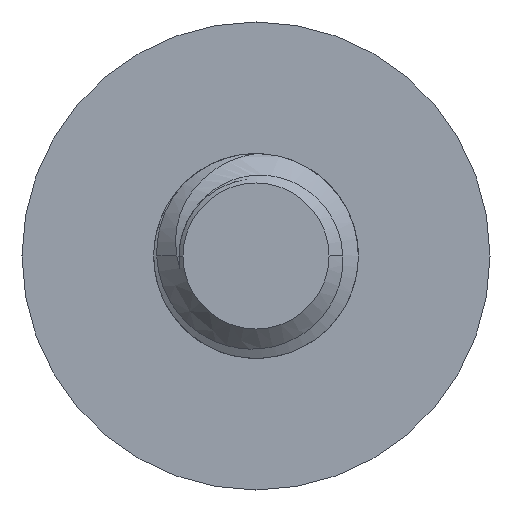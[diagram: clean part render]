
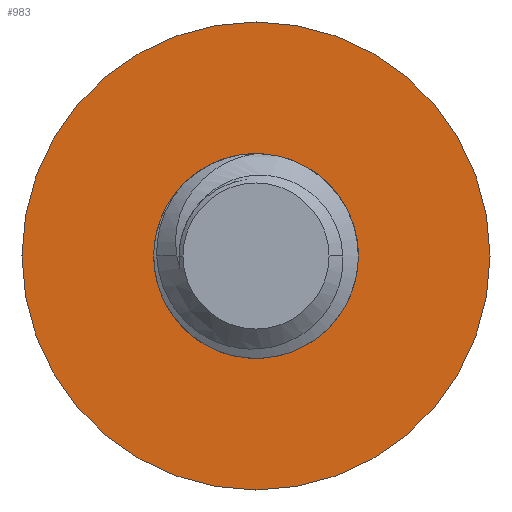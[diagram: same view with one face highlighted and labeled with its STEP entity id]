
A CAD part, front view. The second image highlights one B-rep face of the part: STEP entity #983.
In plain terms, the highlighted planar face has unit normal (0, -1, 0).
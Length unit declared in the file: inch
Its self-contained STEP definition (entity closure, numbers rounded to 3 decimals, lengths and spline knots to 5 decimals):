
#36 = CARTESIAN_POINT ( 'NONE',  ( 0.082, -0.25, 0. ) ) ;
#37 = CARTESIAN_POINT ( 'NONE',  ( 0.08129, -0.25, -0.00709 ) ) ;
#38 = CARTESIAN_POINT ( 'NONE',  ( 0.07961, -0.25, -0.01409 ) ) ;
#39 = CARTESIAN_POINT ( 'NONE',  ( 0.07448, -0.25, -0.02725 ) ) ;
#40 = CARTESIAN_POINT ( 'NONE',  ( 0.07096, -0.25, -0.03357 ) ) ;
#41 = CARTESIAN_POINT ( 'NONE',  ( 0.06246, -0.25, -0.04489 ) ) ;
#42 = CARTESIAN_POINT ( 'NONE',  ( 0.0574, -0.25, -0.05003 ) ) ;
#43 = CARTESIAN_POINT ( 'NONE',  ( 0.04612, -0.25, -0.05863 ) ) ;
#44 = CARTESIAN_POINT ( 'NONE',  ( 0.03985, -0.25, -0.06209 ) ) ;
#45 = CARTESIAN_POINT ( 'NONE',  ( 0.02648, -0.25, -0.06702 ) ) ;
#46 = CARTESIAN_POINT ( 'NONE',  ( 0.01952, -0.25, -0.06847 ) ) ;
#47 = CARTESIAN_POINT ( 'NONE',  ( 0.00524, -0.25, -0.06926 ) ) ;
#48 = CARTESIAN_POINT ( 'NONE',  ( -0.00184, -0.25, -0.06862 ) ) ;
#49 = CARTESIAN_POINT ( 'NONE',  ( -0.01569, -0.25, -0.06499 ) ) ;
#50 = CARTESIAN_POINT ( 'NONE',  ( -0.02216, -0.25, -0.06209 ) ) ;
#51 = CARTESIAN_POINT ( 'NONE',  ( -0.0341, -0.25, -0.05416 ) ) ;
#52 = CARTESIAN_POINT ( 'NONE',  ( -0.03927, -0.25, -0.04933 ) ) ;
#73 = CARTESIAN_POINT ( 'NONE',  ( -0.04363, -0.25, -0.04363 ) ) ;
#74 = CARTESIAN_POINT ( 'NONE',  ( -0.04363, -0.25, -0.04363 ) ) ;
#75 = CARTESIAN_POINT ( 'NONE',  ( -0.04651, -0.25, -0.04075 ) ) ;
#76 = CARTESIAN_POINT ( 'NONE',  ( -0.04906, -0.25, -0.03764 ) ) ;
#77 = CARTESIAN_POINT ( 'NONE',  ( -0.05353, -0.25, -0.03095 ) ) ;
#78 = CARTESIAN_POINT ( 'NONE',  ( -0.05546, -0.25, -0.02734 ) ) ;
#79 = CARTESIAN_POINT ( 'NONE',  ( -0.06009, -0.25, -0.01617 ) ) ;
#80 = CARTESIAN_POINT ( 'NONE',  ( -0.0617, -0.25, -0.00814 ) ) ;
#82 = DIRECTION ( 'NONE',  ( 1., 0., 0. ) ) ;
#83 = DIRECTION ( 'NONE',  ( 0., -1., 0. ) ) ;
#84 = CARTESIAN_POINT ( 'NONE',  ( 0., -0.25, 0. ) ) ;
#85 = CARTESIAN_POINT ( 'NONE',  ( -0.0617, -0.25, 0. ) ) ;
#86 = CARTESIAN_POINT ( 'NONE',  ( -0.06264, -0.25, 0.00712 ) ) ;
#87 = CARTESIAN_POINT ( 'NONE',  ( -0.06239, -0.25, 0.01428 ) ) ;
#88 = CARTESIAN_POINT ( 'NONE',  ( -0.05957, -0.25, 0.02822 ) ) ;
#89 = CARTESIAN_POINT ( 'NONE',  ( -0.05699, -0.25, 0.03496 ) ) ;
#90 = CARTESIAN_POINT ( 'NONE',  ( -0.04985, -0.25, 0.04717 ) ) ;
#91 = CARTESIAN_POINT ( 'NONE',  ( -0.04519, -0.25, 0.05275 ) ) ;
#92 = CARTESIAN_POINT ( 'NONE',  ( -0.03464, -0.25, 0.06219 ) ) ;
#93 = CARTESIAN_POINT ( 'NONE',  ( -0.02856, -0.25, 0.06617 ) ) ;
#94 = CARTESIAN_POINT ( 'NONE',  ( -0.01572, -0.25, 0.07207 ) ) ;
#95 = CARTESIAN_POINT ( 'NONE',  ( -0.00877, -0.25, 0.07409 ) ) ;
#96 = CARTESIAN_POINT ( 'NONE',  ( 0.0053, -0.25, 0.07596 ) ) ;
#97 = CARTESIAN_POINT ( 'NONE',  ( 0.01241, -0.25, 0.07592 ) ) ;
#99 = CARTESIAN_POINT ( 'NONE',  ( 0.02657, -0.25, 0.07389 ) ) ;
#100 = CARTESIAN_POINT ( 'NONE',  ( 0.03336, -0.25, 0.07195 ) ) ;
#102 = CARTESIAN_POINT ( 'NONE',  ( 0.04638, -0.25, 0.06623 ) ) ;
#103 = CARTESIAN_POINT ( 'NONE',  ( 0.05251, -0.25, 0.06247 ) ) ;
#388 = CARTESIAN_POINT ( 'NONE',  ( -0.0617, -0.25, 0. ) ) ;
#402 = CARTESIAN_POINT ( 'NONE',  ( 0.05798, -0.25, 0.05798 ) ) ;
#436 = DIRECTION ( 'NONE',  ( -1., 0., 0. ) ) ;
#437 = DIRECTION ( 'NONE',  ( 0., 1., 0. ) ) ;
#439 = CARTESIAN_POINT ( 'NONE',  ( 0., -0.25, 0. ) ) ;
#983 = ADVANCED_FACE ( 'NONE', ( #1495, #1228 ), #2879, .T. ) ;
#1055 = CIRCLE ( 'NONE', #5042, 0.1875 ) ;
#1057 = CIRCLE ( 'NONE', #5039, 0.082 ) ;
#1228 = FACE_BOUND ( 'NONE', #1395, .T. ) ;
#1335 = CIRCLE ( 'NONE', #5035, 0.1875 ) ;
#1389 = EDGE_LOOP ( 'NONE', ( #5219, #5285 ) ) ;
#1395 = EDGE_LOOP ( 'NONE', ( #5249, #5231, #5288, #5225 ) ) ;
#1495 = FACE_OUTER_BOUND ( 'NONE', #1389, .T. ) ;
#1646 = DIRECTION ( 'NONE',  ( 1., 0., 0. ) ) ;
#1647 = DIRECTION ( 'NONE',  ( 0., -1., 0. ) ) ;
#1648 = CARTESIAN_POINT ( 'NONE',  ( 0., -0.25, 0. ) ) ;
#2006 = CARTESIAN_POINT ( 'NONE',  ( -0.1875, -0.25, 0. ) ) ;
#2038 = CARTESIAN_POINT ( 'NONE',  ( 0.1875, -0.25, 0. ) ) ;
#2042 = CARTESIAN_POINT ( 'NONE',  ( 0.082, -0.25, 0. ) ) ;
#2059 = CARTESIAN_POINT ( 'NONE',  ( -0.0617, -0.25, 0. ) ) ;
#2064 = CARTESIAN_POINT ( 'NONE',  ( 0.05798, -0.25, 0.05798 ) ) ;
#2065 = CARTESIAN_POINT ( 'NONE',  ( -0.04363, -0.25, -0.04363 ) ) ;
#2750 = CARTESIAN_POINT ( 'NONE',  ( -0.1875, -0.25, 0. ) ) ;
#2879 = PLANE ( 'NONE',  #5021 ) ;
#3614 = DIRECTION ( 'NONE',  ( 0., -1., 0. ) ) ;
#3617 = DIRECTION ( 'NONE',  ( 1., 0., 0. ) ) ;
#3815 = VERTEX_POINT ( 'NONE', #2065 ) ;
#3816 = VERTEX_POINT ( 'NONE', #2064 ) ;
#3821 = VERTEX_POINT ( 'NONE', #2059 ) ;
#3847 = VERTEX_POINT ( 'NONE', #2042 ) ;
#3987 = VERTEX_POINT ( 'NONE', #2038 ) ;
#4363 = VERTEX_POINT ( 'NONE', #2006 ) ;
#4878 = EDGE_CURVE ( 'NONE', #3987, #4363, #1335, .T. ) ;
#4935 = EDGE_CURVE ( 'NONE', #3816, #3847, #1057, .T. ) ;
#4942 = EDGE_CURVE ( 'NONE', #3816, #3821, #5159, .T. ) ;
#4943 = EDGE_CURVE ( 'NONE', #4363, #3987, #1055, .T. ) ;
#4944 = EDGE_CURVE ( 'NONE', #3821, #3815, #5160, .T. ) ;
#4946 = EDGE_CURVE ( 'NONE', #3815, #3847, #5174, .T. ) ;
#5021 = AXIS2_PLACEMENT_3D ( 'NONE', #2750, #3614, #3617 ) ;
#5035 = AXIS2_PLACEMENT_3D ( 'NONE', #1648, #1647, #1646 ) ;
#5039 = AXIS2_PLACEMENT_3D ( 'NONE', #439, #437, #436 ) ;
#5042 = AXIS2_PLACEMENT_3D ( 'NONE', #84, #83, #82 ) ;
#5159 = B_SPLINE_CURVE_WITH_KNOTS ( 'NONE', 3,
 ( #402, #103, #102, #100, #99, #97, #96, #95, #94, #93, #92, #91, #90, #89, #88, #87, #86, #85 ),
 .UNSPECIFIED., .F., .F.,
 ( 4, 2, 2, 2, 2, 2, 2, 2, 4 ),
 ( 0.00025, 0.00079, 0.00133, 0.00187, 0.00241, 0.00294, 0.00348, 0.00402, 0.00456 ),
 .UNSPECIFIED. ) ;
#5160 = B_SPLINE_CURVE_WITH_KNOTS ( 'NONE', 3,
 ( #388, #80, #79, #78, #77, #76, #75, #74 ),
 .UNSPECIFIED., .F., .F.,
 ( 4, 2, 2, 4 ),
 ( 0., 0.00062, 0.00093, 0.00124 ),
 .UNSPECIFIED. ) ;
#5174 = B_SPLINE_CURVE_WITH_KNOTS ( 'NONE', 3,
 ( #73, #52, #51, #50, #49, #48, #47, #46, #45, #44, #43, #42, #41, #40, #39, #38, #37, #36 ),
 .UNSPECIFIED., .F., .F.,
 ( 4, 2, 2, 2, 2, 2, 2, 2, 4 ),
 ( 0., 0.00054, 0.00108, 0.00162, 0.00216, 0.0027, 0.00323, 0.00377, 0.00431 ),
 .UNSPECIFIED. ) ;
#5219 = ORIENTED_EDGE ( 'NONE', *, *, #4878, .T. ) ;
#5225 = ORIENTED_EDGE ( 'NONE', *, *, #4942, .F. ) ;
#5231 = ORIENTED_EDGE ( 'NONE', *, *, #4946, .F. ) ;
#5249 = ORIENTED_EDGE ( 'NONE', *, *, #4935, .T. ) ;
#5285 = ORIENTED_EDGE ( 'NONE', *, *, #4943, .T. ) ;
#5288 = ORIENTED_EDGE ( 'NONE', *, *, #4944, .F. ) ;
